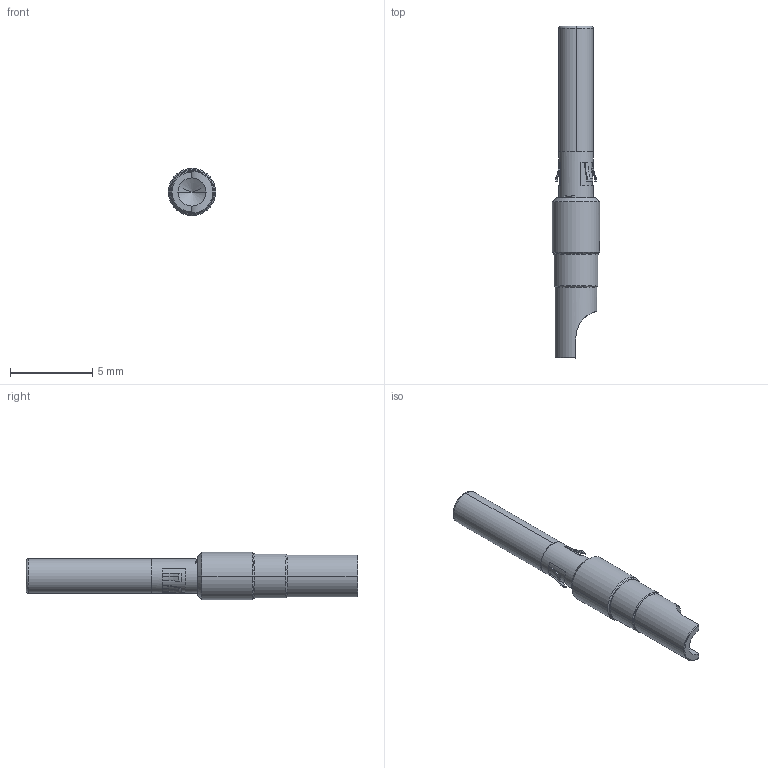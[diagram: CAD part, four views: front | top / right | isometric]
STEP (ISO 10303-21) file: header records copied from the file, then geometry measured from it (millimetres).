
FILE_DESCRIPTION (( 'STEP AP214' ), '1' );
FILE_NAME ('ICOA5 A1 S1S8.STEP', '2009-08-24T14:54:31', ( 'Authorized User' ), ( '' ), 'SwSTEP 2.0', 'SolidWorks 2008', '' );
FILE_SCHEMA (( 'AUTOMOTIVE_DESIGN' ));
Length unit declared in the file: inch
Products named in the file (1): ICOA5 A1 S1S8
Bounding box: 2.87 x 20.14 x 2.87 mm (x, y, z)
Volume: 58.4 mm3; surface area: 309 mm2
Topology: 4 solids, 4 shells, 129 faces, 307 edges, 180 vertices
Faces by surface type: plane 43, bspline 28, cone 27, cylinder 23, torus 8
Entity records: 6455 total; most frequent: CARTESIAN_POINT 1939, ORIENTED_EDGE 606, DIRECTION 524, EDGE_CURVE 303, AXIS2_PLACEMENT_3D 205, VERTEX_POINT 180, EDGE_LOOP 135, UNCERTAINTY_MEASURE_WITH_UNIT 134
